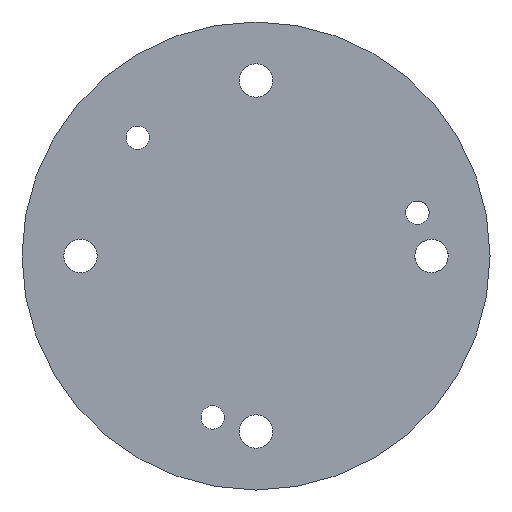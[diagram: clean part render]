
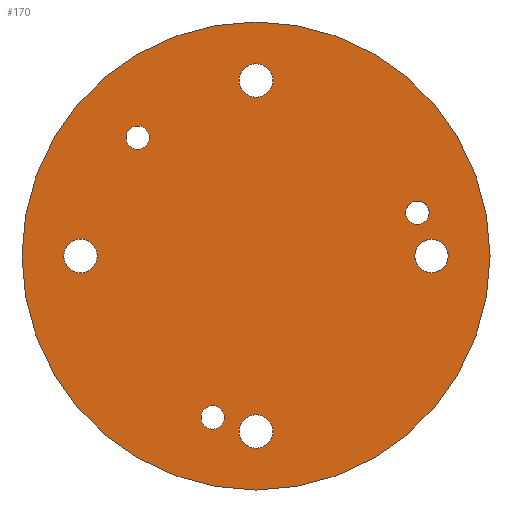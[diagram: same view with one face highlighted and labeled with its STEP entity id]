
A CAD part, front view. The second image highlights one B-rep face of the part: STEP entity #170.
In plain terms, the highlighted planar face has unit normal (0, -1, 0).
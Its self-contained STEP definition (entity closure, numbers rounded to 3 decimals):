
#15=PLANE('',#184);
#18=FACE_BOUND('',#52,.T.);
#19=FACE_BOUND('',#53,.T.);
#20=FACE_BOUND('',#54,.T.);
#21=FACE_BOUND('',#55,.T.);
#22=FACE_BOUND('',#56,.T.);
#23=FACE_BOUND('',#57,.T.);
#24=FACE_BOUND('',#58,.T.);
#40=FACE_OUTER_BOUND('',#51,.T.);
#51=EDGE_LOOP('',(#131));
#52=EDGE_LOOP('',(#132));
#53=EDGE_LOOP('',(#133));
#54=EDGE_LOOP('',(#134));
#55=EDGE_LOOP('',(#135));
#56=EDGE_LOOP('',(#136));
#57=EDGE_LOOP('',(#137));
#58=EDGE_LOOP('',(#138));
#82=CIRCLE('',#183,42.);
#83=CIRCLE('',#185,2.1);
#84=CIRCLE('',#186,2.1);
#85=CIRCLE('',#187,3.);
#86=CIRCLE('',#188,3.);
#87=CIRCLE('',#189,2.1);
#88=CIRCLE('',#190,3.);
#89=CIRCLE('',#191,3.);
#98=VERTEX_POINT('',#265);
#99=VERTEX_POINT('',#268);
#100=VERTEX_POINT('',#270);
#101=VERTEX_POINT('',#272);
#102=VERTEX_POINT('',#274);
#103=VERTEX_POINT('',#276);
#104=VERTEX_POINT('',#278);
#105=VERTEX_POINT('',#280);
#114=EDGE_CURVE('',#98,#98,#82,.T.);
#115=EDGE_CURVE('',#99,#99,#83,.T.);
#116=EDGE_CURVE('',#100,#100,#84,.T.);
#117=EDGE_CURVE('',#101,#101,#85,.T.);
#118=EDGE_CURVE('',#102,#102,#86,.T.);
#119=EDGE_CURVE('',#103,#103,#87,.T.);
#120=EDGE_CURVE('',#104,#104,#88,.T.);
#121=EDGE_CURVE('',#105,#105,#89,.T.);
#131=ORIENTED_EDGE('',*,*,#114,.T.);
#132=ORIENTED_EDGE('',*,*,#115,.T.);
#133=ORIENTED_EDGE('',*,*,#116,.T.);
#134=ORIENTED_EDGE('',*,*,#117,.T.);
#135=ORIENTED_EDGE('',*,*,#118,.T.);
#136=ORIENTED_EDGE('',*,*,#119,.T.);
#137=ORIENTED_EDGE('',*,*,#120,.T.);
#138=ORIENTED_EDGE('',*,*,#121,.T.);
#170=ADVANCED_FACE('',(#40,#18,#19,#20,#21,#22,#23,#24),#15,.F.);
#183=AXIS2_PLACEMENT_3D('',#266,#213,#214);
#184=AXIS2_PLACEMENT_3D('',#267,#215,#216);
#185=AXIS2_PLACEMENT_3D('',#269,#217,#218);
#186=AXIS2_PLACEMENT_3D('',#271,#219,#220);
#187=AXIS2_PLACEMENT_3D('',#273,#221,#222);
#188=AXIS2_PLACEMENT_3D('',#275,#223,#224);
#189=AXIS2_PLACEMENT_3D('',#277,#225,#226);
#190=AXIS2_PLACEMENT_3D('',#279,#227,#228);
#191=AXIS2_PLACEMENT_3D('',#281,#229,#230);
#213=DIRECTION('center_axis',(0.,-1.,0.));
#214=DIRECTION('ref_axis',(1.,0.,0.));
#215=DIRECTION('center_axis',(0.,1.,0.));
#216=DIRECTION('ref_axis',(0.,0.,1.));
#217=DIRECTION('center_axis',(0.,1.,0.));
#218=DIRECTION('ref_axis',(1.,0.,0.));
#219=DIRECTION('center_axis',(0.,1.,0.));
#220=DIRECTION('ref_axis',(1.,0.,0.));
#221=DIRECTION('center_axis',(0.,1.,0.));
#222=DIRECTION('ref_axis',(1.,0.,0.));
#223=DIRECTION('center_axis',(0.,1.,0.));
#224=DIRECTION('ref_axis',(1.,0.,0.));
#225=DIRECTION('center_axis',(0.,1.,0.));
#226=DIRECTION('ref_axis',(1.,0.,0.));
#227=DIRECTION('center_axis',(0.,1.,0.));
#228=DIRECTION('ref_axis',(1.,0.,0.));
#229=DIRECTION('center_axis',(0.,1.,0.));
#230=DIRECTION('ref_axis',(1.,0.,0.));
#265=CARTESIAN_POINT('',(-42.,0.,0.));
#266=CARTESIAN_POINT('Origin',(0.,0.,0.));
#267=CARTESIAN_POINT('Origin',(0.,0.,0.));
#268=CARTESIAN_POINT('',(30.782,0.,6.689));
#269=CARTESIAN_POINT('Origin',(28.978,0.,7.765));
#270=CARTESIAN_POINT('',(-9.598,0.,-30.002));
#271=CARTESIAN_POINT('Origin',(-7.765,0.,-28.978));
#272=CARTESIAN_POINT('',(31.357,0.,-2.997));
#273=CARTESIAN_POINT('Origin',(31.5,0.,0.));
#274=CARTESIAN_POINT('',(-34.5,0.,0.));
#275=CARTESIAN_POINT('Origin',(-31.5,0.,0.));
#276=CARTESIAN_POINT('',(-23.313,0.,21.213));
#277=CARTESIAN_POINT('Origin',(-21.213,0.,21.213));
#278=CARTESIAN_POINT('',(-3.,0.,31.5));
#279=CARTESIAN_POINT('Origin',(0.,0.,31.5));
#280=CARTESIAN_POINT('',(-3.,0.,-31.5));
#281=CARTESIAN_POINT('Origin',(0.,0.,-31.5));
